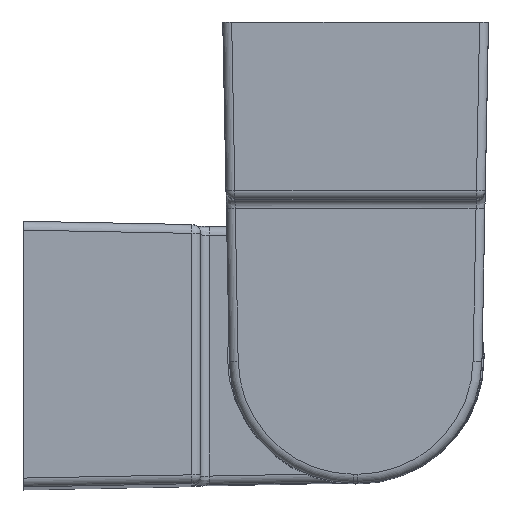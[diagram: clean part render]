
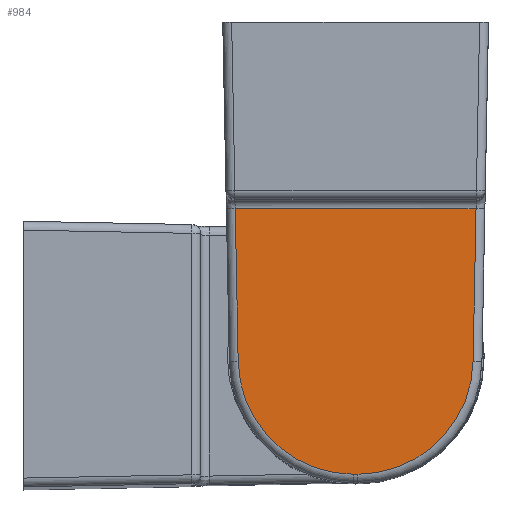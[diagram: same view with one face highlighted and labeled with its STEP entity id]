
A CAD part, top view. The second image highlights one B-rep face of the part: STEP entity #984.
In plain terms, the highlighted face is planar.
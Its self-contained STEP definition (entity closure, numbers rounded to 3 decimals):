
#85=PLANE('',#1090);
#110=LINE('',#1645,#154);
#112=LINE('',#1657,#156);
#114=LINE('',#1666,#158);
#115=LINE('',#1668,#159);
#154=VECTOR('',#1224,17.253);
#156=VECTOR('',#1238,0.533);
#158=VECTOR('',#1250,17.253);
#159=VECTOR('',#1253,27.192);
#251=FACE_OUTER_BOUND('',#328,.T.);
#328=EDGE_LOOP('',(#794,#795,#796,#797,#798,#799));
#423=CIRCLE('',#1056,13.);
#427=CIRCLE('',#1062,13.);
#498=VERTEX_POINT('',#1594);
#504=VERTEX_POINT('',#1635);
#506=VERTEX_POINT('',#1641);
#508=VERTEX_POINT('',#1647);
#510=VERTEX_POINT('',#1653);
#512=VERTEX_POINT('',#1659);
#594=EDGE_CURVE('',#498,#506,#110,.T.);
#597=EDGE_CURVE('',#506,#508,#423,.T.);
#600=EDGE_CURVE('',#508,#510,#112,.T.);
#603=EDGE_CURVE('',#510,#512,#427,.T.);
#605=EDGE_CURVE('',#512,#504,#114,.T.);
#606=EDGE_CURVE('',#504,#498,#115,.T.);
#794=ORIENTED_EDGE('',*,*,#594,.F.);
#795=ORIENTED_EDGE('',*,*,#606,.F.);
#796=ORIENTED_EDGE('',*,*,#605,.F.);
#797=ORIENTED_EDGE('',*,*,#603,.F.);
#798=ORIENTED_EDGE('',*,*,#600,.F.);
#799=ORIENTED_EDGE('',*,*,#597,.F.);
#984=ADVANCED_FACE('',(#251),#85,.F.);
#1056=AXIS2_PLACEMENT_3D('',#1651,#1231,#1232);
#1062=AXIS2_PLACEMENT_3D('',#1663,#1245,#1246);
#1090=AXIS2_PLACEMENT_3D('',#1735,#1323,#1324);
#1224=DIRECTION('',(-0.019,1.,0.));
#1231=DIRECTION('center_axis',(0.,0.,1.));
#1232=DIRECTION('ref_axis',(0.7,0.714,0.));
#1238=DIRECTION('',(-1.,0.,0.));
#1245=DIRECTION('center_axis',(0.,0.,1.));
#1246=DIRECTION('ref_axis',(-0.7,0.714,0.));
#1250=DIRECTION('',(-0.019,-1.,0.));
#1253=DIRECTION('',(1.,0.,0.));
#1323=DIRECTION('center_axis',(0.,0.,1.));
#1324=DIRECTION('ref_axis',(1.,0.,0.));
#1594=CARTESIAN_POINT('',(13.596,21.,-64.5));
#1635=CARTESIAN_POINT('',(-13.596,21.,-64.5));
#1641=CARTESIAN_POINT('',(13.264,38.25,-64.5));
#1645=CARTESIAN_POINT('',(13.802,10.265,-64.5));
#1647=CARTESIAN_POINT('',(0.267,51.,-64.5));
#1651=CARTESIAN_POINT('Origin',(0.267,38.,-64.5));
#1653=CARTESIAN_POINT('',(-0.267,51.,-64.5));
#1657=CARTESIAN_POINT('',(-7.367,51.,-64.5));
#1659=CARTESIAN_POINT('',(-13.264,38.25,-64.5));
#1663=CARTESIAN_POINT('Origin',(-0.267,38.,-64.5));
#1666=CARTESIAN_POINT('',(-13.44,29.112,-64.5));
#1668=CARTESIAN_POINT('',(-7.5,21.,-64.5));
#1735=CARTESIAN_POINT('Origin',(-15.,20.,-64.5));
